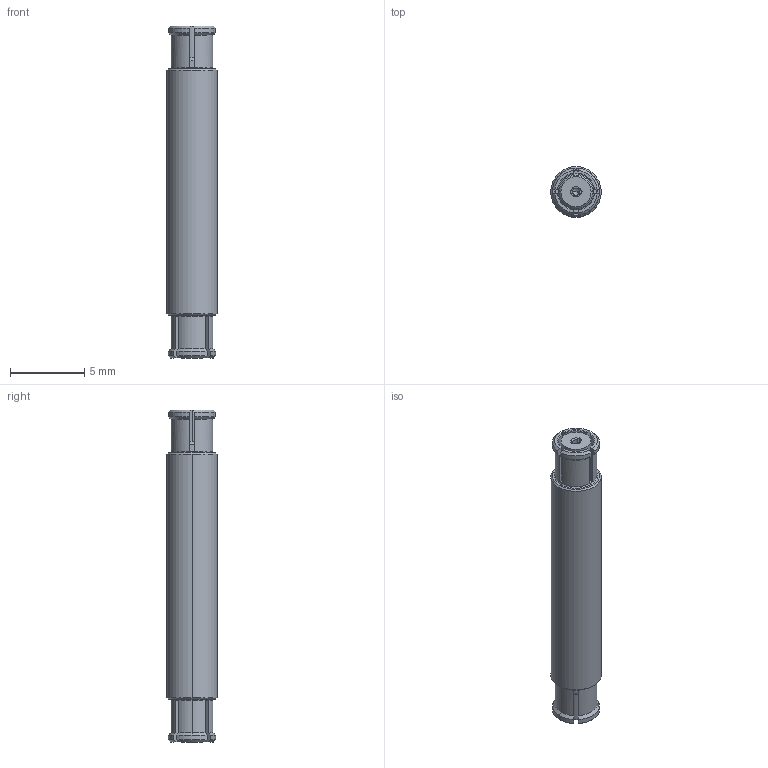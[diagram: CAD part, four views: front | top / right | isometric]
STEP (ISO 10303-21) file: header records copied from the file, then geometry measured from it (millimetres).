
FILE_DESCRIPTION (( 'STEP AP214' ), '1' );
FILE_NAME ('ﾏ褞襄鮏_ﾑﾐ-50-3-08-ﾐﾐ-ﾏ-9.STEP', '2018-11-27T09:04:09', ( 'User' ), ( '' ), 'SwSTEP 2.0', 'SolidWorks 2016', '' );
FILE_SCHEMA (( 'AUTOMOTIVE_DESIGN' ));
Length unit declared in the file: millimetre
Products named in the file (1): ﾏ褞襄鮏_ﾑﾐ-50-3-08-ﾐﾐ-ﾏ-9
Bounding box: 3.4 x 3.4 x 22.4 mm (x, y, z)
Volume: 179.6 mm3; surface area: 319.9 mm2
Topology: 1 solids, 1 shells, 147 faces, 387 edges, 242 vertices
Faces by surface type: cylinder 48, plane 48, cone 43, bspline 8
Entity records: 5860 total; most frequent: CARTESIAN_POINT 1182, ORIENTED_EDGE 766, DIRECTION 750, EDGE_CURVE 383, AXIS2_PLACEMENT_3D 292, VERTEX_POINT 242, VECTOR 166, LINE 166
